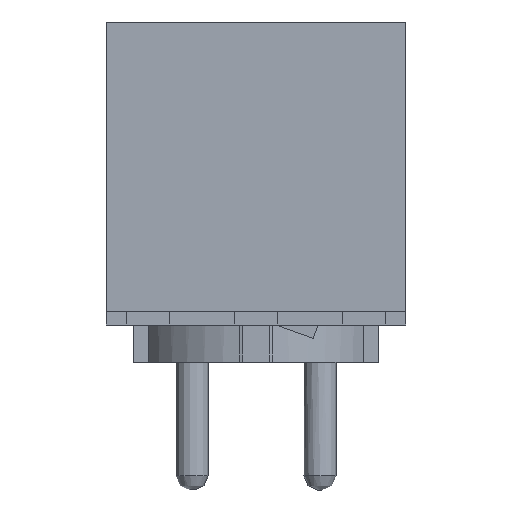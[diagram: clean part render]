
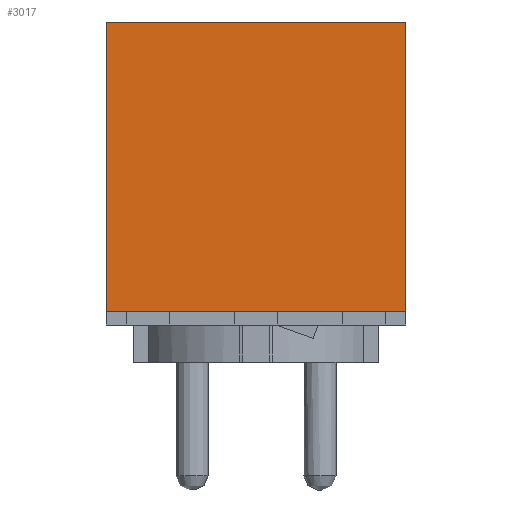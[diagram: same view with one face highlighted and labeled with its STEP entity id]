
A CAD part, left-side view. The second image highlights one B-rep face of the part: STEP entity #3017.
In plain terms, the highlighted planar face has unit normal (-1, 0, 0).
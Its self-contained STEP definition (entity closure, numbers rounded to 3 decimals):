
#589 = CARTESIAN_POINT ( 'NONE',  ( -221., 22.225, 45. ) ) ;
#610 = DIRECTION ( 'NONE',  ( 0., -1., 0. ) ) ;
#854 = LINE ( 'NONE', #7568, #11045 ) ;
#1042 = FACE_OUTER_BOUND ( 'NONE', #12330, .T. ) ;
#2262 = DIRECTION ( 'NONE',  ( 1., 0., 0. ) ) ;
#2884 = VECTOR ( 'NONE', #5361, 1000. ) ;
#3017 = ADVANCED_FACE ( 'NONE', ( #1042 ), #5249, .F. ) ;
#3182 = CARTESIAN_POINT ( 'NONE',  ( -221., 22.225, 2. ) ) ;
#3489 = DIRECTION ( 'NONE',  ( 0., -1., 0. ) ) ;
#4236 = CARTESIAN_POINT ( 'NONE',  ( -221., 22.225, 45. ) ) ;
#4562 = ORIENTED_EDGE ( 'NONE', *, *, #6510, .F. ) ;
#4818 = VERTEX_POINT ( 'NONE', #7083 ) ;
#4932 = CARTESIAN_POINT ( 'NONE',  ( -221., 22.225, 45. ) ) ;
#5017 = EDGE_CURVE ( 'NONE', #7451, #8890, #10312, .T. ) ;
#5138 = VECTOR ( 'NONE', #3489, 1000. ) ;
#5248 = ORIENTED_EDGE ( 'NONE', *, *, #5017, .F. ) ;
#5249 = PLANE ( 'NONE',  #9833 ) ;
#5361 = DIRECTION ( 'NONE',  ( 0., 0., -1. ) ) ;
#5821 = ORIENTED_EDGE ( 'NONE', *, *, #7652, .T. ) ;
#6510 = EDGE_CURVE ( 'NONE', #8890, #4818, #10415, .T. ) ;
#6556 = LINE ( 'NONE', #4932, #11465 ) ;
#6935 = EDGE_CURVE ( 'NONE', #9521, #4818, #854, .T. ) ;
#7083 = CARTESIAN_POINT ( 'NONE',  ( -221., -22.225, 2. ) ) ;
#7270 = CARTESIAN_POINT ( 'NONE',  ( -221., -22.225, 45. ) ) ;
#7451 = VERTEX_POINT ( 'NONE', #589 ) ;
#7568 = CARTESIAN_POINT ( 'NONE',  ( -221., 22.225, 2. ) ) ;
#7638 = ORIENTED_EDGE ( 'NONE', *, *, #6935, .T. ) ;
#7652 = EDGE_CURVE ( 'NONE', #7451, #9521, #6556, .T. ) ;
#8890 = VERTEX_POINT ( 'NONE', #7270 ) ;
#9180 = DIRECTION ( 'NONE',  ( 0., 0., -1. ) ) ;
#9521 = VERTEX_POINT ( 'NONE', #3182 ) ;
#9793 = DIRECTION ( 'NONE',  ( 0., 0., -1. ) ) ;
#9833 = AXIS2_PLACEMENT_3D ( 'NONE', #4236, #2262, #9180 ) ;
#10312 = LINE ( 'NONE', #10366, #5138 ) ;
#10366 = CARTESIAN_POINT ( 'NONE',  ( -221., 22.225, 45. ) ) ;
#10415 = LINE ( 'NONE', #12338, #2884 ) ;
#11045 = VECTOR ( 'NONE', #610, 1000. ) ;
#11465 = VECTOR ( 'NONE', #9793, 1000. ) ;
#12330 = EDGE_LOOP ( 'NONE', ( #7638, #4562, #5248, #5821 ) ) ;
#12338 = CARTESIAN_POINT ( 'NONE',  ( -221., -22.225, 45. ) ) ;
